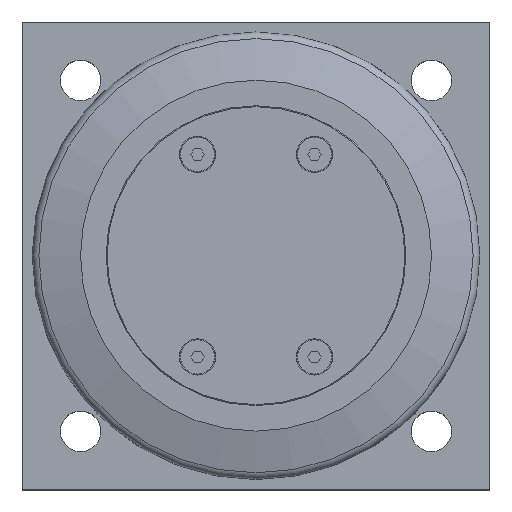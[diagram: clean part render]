
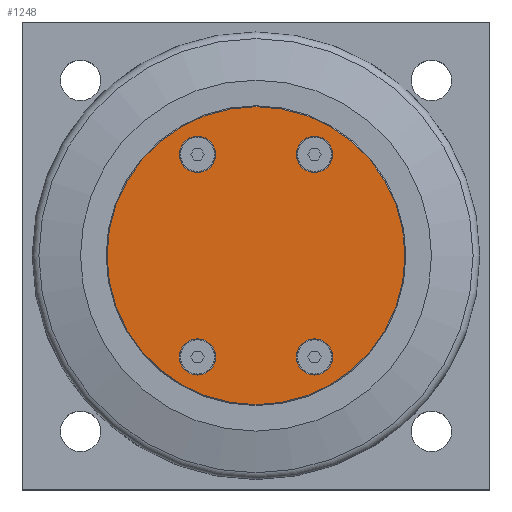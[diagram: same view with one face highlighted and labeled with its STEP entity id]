
A CAD part, top view. The second image highlights one B-rep face of the part: STEP entity #1248.
In plain terms, the highlighted planar face has unit normal (0, 0, 1).
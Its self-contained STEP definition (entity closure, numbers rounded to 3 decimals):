
#34=FACE_BOUND('',#259,.T.);
#35=FACE_BOUND('',#260,.T.);
#36=FACE_BOUND('',#261,.T.);
#37=FACE_BOUND('',#262,.T.);
#77=CIRCLE('',#1363,6.2);
#78=CIRCLE('',#1365,6.2);
#79=CIRCLE('',#1367,6.2);
#80=CIRCLE('',#1369,6.2);
#81=CIRCLE('',#1371,50.95);
#178=FACE_OUTER_BOUND('',#258,.T.);
#258=EDGE_LOOP('',(#1014));
#259=EDGE_LOOP('',(#1015));
#260=EDGE_LOOP('',(#1016));
#261=EDGE_LOOP('',(#1017));
#262=EDGE_LOOP('',(#1018));
#589=VERTEX_POINT('',#2043);
#590=VERTEX_POINT('',#2047);
#591=VERTEX_POINT('',#2051);
#592=VERTEX_POINT('',#2055);
#593=VERTEX_POINT('',#2059);
#743=EDGE_CURVE('',#589,#589,#77,.T.);
#745=EDGE_CURVE('',#590,#590,#78,.T.);
#747=EDGE_CURVE('',#591,#591,#79,.T.);
#749=EDGE_CURVE('',#592,#592,#80,.T.);
#750=EDGE_CURVE('',#593,#593,#81,.T.);
#1014=ORIENTED_EDGE('',*,*,#750,.F.);
#1015=ORIENTED_EDGE('',*,*,#743,.T.);
#1016=ORIENTED_EDGE('',*,*,#745,.T.);
#1017=ORIENTED_EDGE('',*,*,#747,.T.);
#1018=ORIENTED_EDGE('',*,*,#749,.T.);
#1188=PLANE('',#1372);
#1248=ADVANCED_FACE('',(#178,#34,#35,#36,#37),#1188,.T.);
#1363=AXIS2_PLACEMENT_3D('',#2045,#1654,#1655);
#1365=AXIS2_PLACEMENT_3D('',#2049,#1659,#1660);
#1367=AXIS2_PLACEMENT_3D('',#2053,#1664,#1665);
#1369=AXIS2_PLACEMENT_3D('',#2057,#1669,#1670);
#1371=AXIS2_PLACEMENT_3D('',#2060,#1673,#1674);
#1372=AXIS2_PLACEMENT_3D('',#2062,#1676,#1677);
#1654=DIRECTION('center_axis',(0.,0.,
-1.));
#1655=DIRECTION('ref_axis',(0.,1.,0.));
#1659=DIRECTION('center_axis',(0.,0.,
-1.));
#1660=DIRECTION('ref_axis',(0.,1.,0.));
#1664=DIRECTION('center_axis',(0.,0.,
-1.));
#1665=DIRECTION('ref_axis',(0.,1.,0.));
#1669=DIRECTION('center_axis',(0.,0.,
-1.));
#1670=DIRECTION('ref_axis',(0.,1.,0.));
#1673=DIRECTION('center_axis',(0.,0.,
-1.));
#1674=DIRECTION('ref_axis',(-1.,0.,0.));
#1676=DIRECTION('center_axis',(0.,0.,
1.));
#1677=DIRECTION('ref_axis',(0.,-1.,0.));
#2043=CARTESIAN_POINT('',(60.,39.159,79.));
#2045=CARTESIAN_POINT('Origin',(60.,45.359,79.));
#2047=CARTESIAN_POINT('',(60.,108.441,79.));
#2049=CARTESIAN_POINT('Origin',(60.,114.641,79.));
#2051=CARTESIAN_POINT('',(100.,39.159,79.));
#2053=CARTESIAN_POINT('Origin',(100.,45.359,79.));
#2055=CARTESIAN_POINT('',(100.,108.441,79.));
#2057=CARTESIAN_POINT('Origin',(100.,114.641,79.));
#2059=CARTESIAN_POINT('',(130.95,80.,79.));
#2060=CARTESIAN_POINT('Origin',(80.,80.,79.));
#2062=CARTESIAN_POINT('Origin',(105.625,80.,79.));
